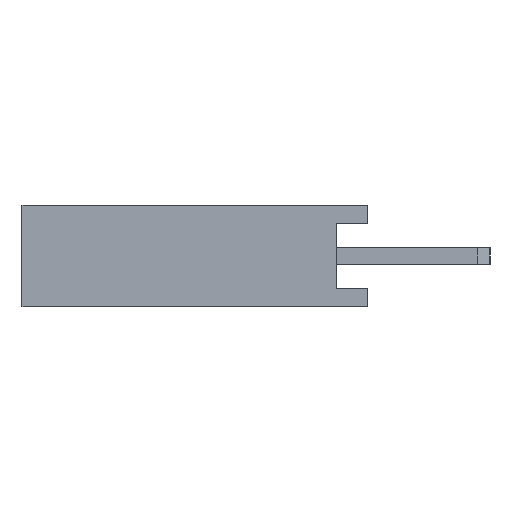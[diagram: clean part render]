
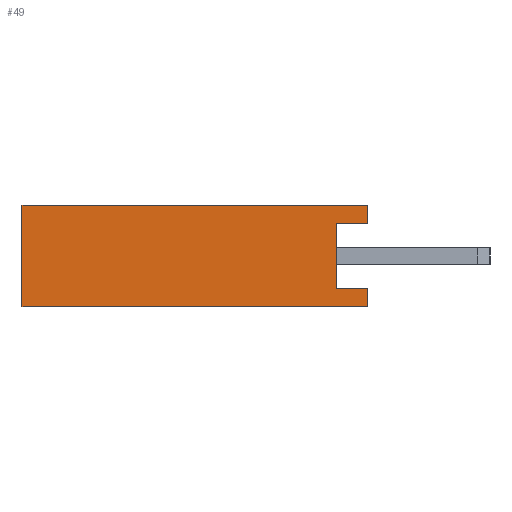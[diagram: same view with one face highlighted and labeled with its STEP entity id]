
A CAD part, left-side view. The second image highlights one B-rep face of the part: STEP entity #49.
In plain terms, the highlighted planar face has unit normal (-1, 0, 0).
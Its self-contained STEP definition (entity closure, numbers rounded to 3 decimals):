
#43 = CARTESIAN_POINT ( 'NONE',  ( -2.79, 0.776, 0.8 ) ) ;
#49 = ADVANCED_FACE ( 'NONE', ( #1206 ), #1304, .F. ) ;
#68 = VECTOR ( 'NONE', #551, 1000. ) ;
#95 = VECTOR ( 'NONE', #946, 1000. ) ;
#113 = DIRECTION ( 'NONE',  ( 0., -1., 0. ) ) ;
#139 = DIRECTION ( 'NONE',  ( 0., 0., -1. ) ) ;
#144 = VERTEX_POINT ( 'NONE', #545 ) ;
#152 = VECTOR ( 'NONE', #774, 1000. ) ;
#169 = CARTESIAN_POINT ( 'NONE',  ( -2.79, 0., 0.8 ) ) ;
#172 = LINE ( 'NONE', #1496, #863 ) ;
#212 = ORIENTED_EDGE ( 'NONE', *, *, #1086, .T. ) ;
#245 = CARTESIAN_POINT ( 'NONE',  ( -2.79, 0., 0.8 ) ) ;
#250 = CARTESIAN_POINT ( 'NONE',  ( -2.79, 8.5, -1.25 ) ) ;
#289 = CARTESIAN_POINT ( 'NONE',  ( -2.79, 8.5, -1.25 ) ) ;
#291 = EDGE_CURVE ( 'NONE', #698, #978, #172, .T. ) ;
#366 = LINE ( 'NONE', #1548, #598 ) ;
#395 = EDGE_CURVE ( 'NONE', #698, #1574, #1438, .T. ) ;
#414 = CARTESIAN_POINT ( 'NONE',  ( -2.79, 0.776, 0.8 ) ) ;
#464 = VECTOR ( 'NONE', #1027, 1000. ) ;
#508 = CARTESIAN_POINT ( 'NONE',  ( -2.79, 8.5, -1.25 ) ) ;
#545 = CARTESIAN_POINT ( 'NONE',  ( -2.79, 0.776, -0.8 ) ) ;
#551 = DIRECTION ( 'NONE',  ( 0., -1., 0. ) ) ;
#581 = EDGE_CURVE ( 'NONE', #1574, #144, #1070, .T. ) ;
#591 = ORIENTED_EDGE ( 'NONE', *, *, #581, .F. ) ;
#598 = VECTOR ( 'NONE', #1670, 1000. ) ;
#687 = VECTOR ( 'NONE', #113, 1000. ) ;
#698 = VERTEX_POINT ( 'NONE', #169 ) ;
#705 = EDGE_CURVE ( 'NONE', #1286, #1101, #1633, .T. ) ;
#774 = DIRECTION ( 'NONE',  ( 0., 1., 0. ) ) ;
#813 = DIRECTION ( 'NONE',  ( 1., 0., 0. ) ) ;
#834 = CARTESIAN_POINT ( 'NONE',  ( -2.79, 8.5, -1.25 ) ) ;
#835 = CARTESIAN_POINT ( 'NONE',  ( -2.79, 0., -1.25 ) ) ;
#863 = VECTOR ( 'NONE', #1312, 1000. ) ;
#864 = ORIENTED_EDGE ( 'NONE', *, *, #1190, .T. ) ;
#946 = DIRECTION ( 'NONE',  ( 0., 0., -1. ) ) ;
#958 = VERTEX_POINT ( 'NONE', #1443 ) ;
#968 = DIRECTION ( 'NONE',  ( 0., 0., 1. ) ) ;
#978 = VERTEX_POINT ( 'NONE', #1068 ) ;
#980 = AXIS2_PLACEMENT_3D ( 'NONE', #289, #813, #139 ) ;
#1027 = DIRECTION ( 'NONE',  ( 0., -1., 0. ) ) ;
#1050 = LINE ( 'NONE', #1609, #68 ) ;
#1068 = CARTESIAN_POINT ( 'NONE',  ( -2.79, 0., 1.25 ) ) ;
#1070 = LINE ( 'NONE', #414, #95 ) ;
#1086 = EDGE_CURVE ( 'NONE', #1286, #1486, #1299, .T. ) ;
#1101 = VERTEX_POINT ( 'NONE', #1166 ) ;
#1135 = LINE ( 'NONE', #1281, #464 ) ;
#1166 = CARTESIAN_POINT ( 'NONE',  ( -2.79, 8.5, 1.25 ) ) ;
#1186 = EDGE_CURVE ( 'NONE', #144, #958, #1135, .T. ) ;
#1190 = EDGE_CURVE ( 'NONE', #1486, #958, #366, .T. ) ;
#1206 = FACE_OUTER_BOUND ( 'NONE', #1243, .T. ) ;
#1212 = ORIENTED_EDGE ( 'NONE', *, *, #395, .F. ) ;
#1243 = EDGE_LOOP ( 'NONE', ( #591, #1212, #1415, #1664, #1601, #212, #864, #1350 ) ) ;
#1251 = VECTOR ( 'NONE', #968, 1000. ) ;
#1281 = CARTESIAN_POINT ( 'NONE',  ( -2.79, 0., -0.8 ) ) ;
#1286 = VERTEX_POINT ( 'NONE', #508 ) ;
#1299 = LINE ( 'NONE', #250, #687 ) ;
#1304 = PLANE ( 'NONE',  #980 ) ;
#1312 = DIRECTION ( 'NONE',  ( 0., 0., 1. ) ) ;
#1350 = ORIENTED_EDGE ( 'NONE', *, *, #1186, .F. ) ;
#1367 = EDGE_CURVE ( 'NONE', #1101, #978, #1050, .T. ) ;
#1415 = ORIENTED_EDGE ( 'NONE', *, *, #291, .T. ) ;
#1438 = LINE ( 'NONE', #245, #152 ) ;
#1443 = CARTESIAN_POINT ( 'NONE',  ( -2.79, 0., -0.8 ) ) ;
#1486 = VERTEX_POINT ( 'NONE', #835 ) ;
#1496 = CARTESIAN_POINT ( 'NONE',  ( -2.79, 0., -1.25 ) ) ;
#1548 = CARTESIAN_POINT ( 'NONE',  ( -2.79, 0., -1.25 ) ) ;
#1574 = VERTEX_POINT ( 'NONE', #43 ) ;
#1601 = ORIENTED_EDGE ( 'NONE', *, *, #705, .F. ) ;
#1609 = CARTESIAN_POINT ( 'NONE',  ( -2.79, 8.5, 1.25 ) ) ;
#1633 = LINE ( 'NONE', #834, #1251 ) ;
#1664 = ORIENTED_EDGE ( 'NONE', *, *, #1367, .F. ) ;
#1670 = DIRECTION ( 'NONE',  ( 0., 0., 1. ) ) ;
